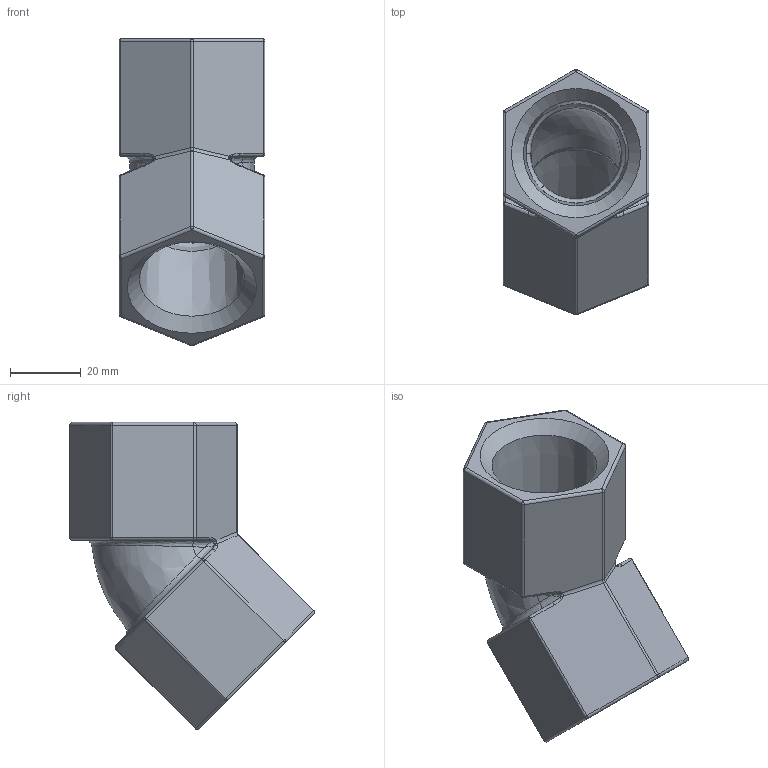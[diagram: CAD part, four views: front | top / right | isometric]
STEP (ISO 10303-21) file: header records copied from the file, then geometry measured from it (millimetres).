
FILE_DESCRIPTION(/* description */ (''),/* implementation_level */ '2;1');
FILE_NAME(/* name */ 'KIL_FF-45-3.stp',/* time_stamp */ '2021-03-17T01:33:23+05:00',/* author */ ('lsugumaran'),/* organization */ (''),/* preprocessor_version */ 'ST-DEVELOPER v18',/* originating_system */ 'Autodesk Inventor 2020',/* authorisation */ '');
FILE_SCHEMA (('AUTOMOTIVE_DESIGN { 1 0 10303 214 3 1 1 }'));
Length unit declared in the file: inch
Products named in the file (1): FF-45-3
Bounding box: 41.27 x 69.32 x 86.9 mm (x, y, z)
Volume: 61005.4 mm3; surface area: 20062.3 mm2
Topology: 1 solids, 1 shells, 109 faces, 251 edges, 130 vertices
Faces by surface type: cylinder 38, bspline 29, sphere 22, plane 16, cone 4
Entity records: 4184 total; most frequent: CARTESIAN_POINT 1898, ORIENTED_EDGE 474, DIRECTION 454, EDGE_CURVE 237, AXIS2_PLACEMENT_3D 187, VERTEX_POINT 130, EDGE_LOOP 111, FACE_OUTER_BOUND 109
